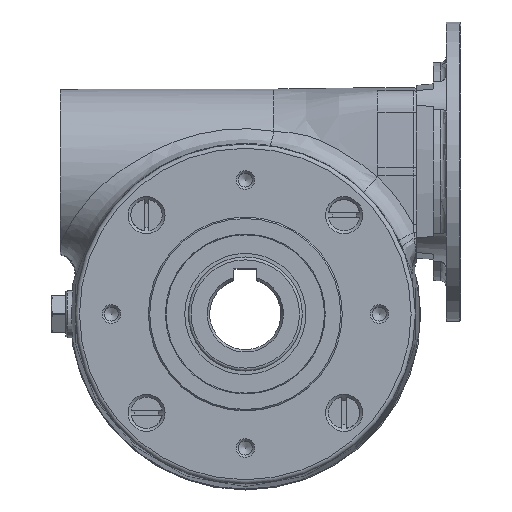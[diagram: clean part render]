
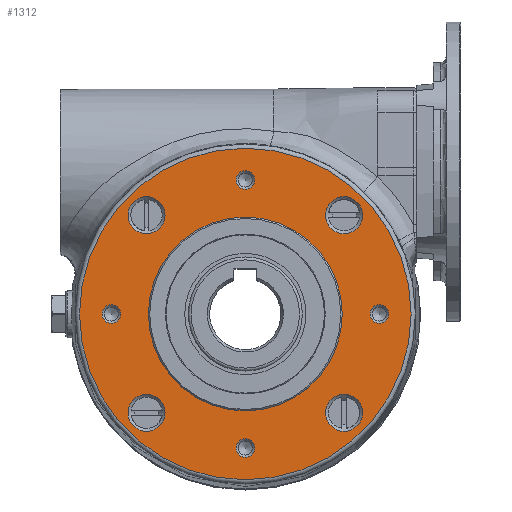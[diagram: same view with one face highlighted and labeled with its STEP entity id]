
A CAD part, top view. The second image highlights one B-rep face of the part: STEP entity #1312.
In plain terms, the highlighted planar face has unit normal (0, 0, 1).
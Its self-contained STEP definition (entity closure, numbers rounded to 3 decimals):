
#1312 = ADVANCED_FACE( '', ( #2839, #2840, #2841, #2842, #2843, #2844, #2845, #2846, #2847, #2848 ), #2849, .T. );
#2839 = FACE_BOUND( '', #7031, .T. );
#2840 = FACE_BOUND( '', #7032, .T. );
#2841 = FACE_BOUND( '', #7033, .T. );
#2842 = FACE_BOUND( '', #7034, .T. );
#2843 = FACE_BOUND( '', #7035, .T. );
#2844 = FACE_BOUND( '', #7036, .T. );
#2845 = FACE_BOUND( '', #7037, .T. );
#2846 = FACE_BOUND( '', #7038, .T. );
#2847 = FACE_BOUND( '', #7039, .T. );
#2848 = FACE_OUTER_BOUND( '', #7040, .T. );
#2849 = PLANE( '', #7041 );
#7031 = EDGE_LOOP( '', ( #10316 ) );
#7032 = EDGE_LOOP( '', ( #10317 ) );
#7033 = EDGE_LOOP( '', ( #10318 ) );
#7034 = EDGE_LOOP( '', ( #10319 ) );
#7035 = EDGE_LOOP( '', ( #10320 ) );
#7036 = EDGE_LOOP( '', ( #10321 ) );
#7037 = EDGE_LOOP( '', ( #10322 ) );
#7038 = EDGE_LOOP( '', ( #10323 ) );
#7039 = EDGE_LOOP( '', ( #10324 ) );
#7040 = EDGE_LOOP( '', ( #10325 ) );
#7041 = AXIS2_PLACEMENT_3D( '', #10326, #10327, #10328 );
#10316 = ORIENTED_EDGE( '', *, *, #11531, .T. );
#10317 = ORIENTED_EDGE( '', *, *, #10509, .T. );
#10318 = ORIENTED_EDGE( '', *, *, #10668, .T. );
#10319 = ORIENTED_EDGE( '', *, *, #10587, .T. );
#10320 = ORIENTED_EDGE( '', *, *, #10655, .T. );
#10321 = ORIENTED_EDGE( '', *, *, #10720, .T. );
#10322 = ORIENTED_EDGE( '', *, *, #11404, .T. );
#10323 = ORIENTED_EDGE( '', *, *, #11190, .T. );
#10324 = ORIENTED_EDGE( '', *, *, #11254, .F. );
#10325 = ORIENTED_EDGE( '', *, *, #11664, .T. );
#10326 = CARTESIAN_POINT( '', ( 34., 0., 38. ) );
#10327 = DIRECTION( '', ( 0., 0., 1. ) );
#10328 = DIRECTION( '', ( 1., 0., 0. ) );
#10509 = EDGE_CURVE( '', #11830, #11830, #11831, .T. );
#10587 = EDGE_CURVE( '', #11969, #11969, #11970, .T. );
#10655 = EDGE_CURVE( '', #12088, #12088, #12089, .T. );
#10668 = EDGE_CURVE( '', #12109, #12109, #12110, .T. );
#10720 = EDGE_CURVE( '', #12200, #12200, #12201, .T. );
#11190 = EDGE_CURVE( '', #12912, #12912, #12913, .T. );
#11254 = EDGE_CURVE( '', #13000, #13000, #13001, .T. );
#11404 = EDGE_CURVE( '', #13203, #13203, #13204, .T. );
#11531 = EDGE_CURVE( '', #13351, #13351, #13352, .T. );
#11664 = EDGE_CURVE( '', #13500, #13500, #13501, .F. );
#11830 = VERTEX_POINT( '', #13767 );
#11831 = CIRCLE( '', #13768, 6.5 );
#11969 = VERTEX_POINT( '', #14039 );
#11970 = CIRCLE( '', #14040, 6.5 );
#12088 = VERTEX_POINT( '', #14259 );
#12089 = CIRCLE( '', #14260, 3.259 );
#12109 = VERTEX_POINT( '', #14318 );
#12110 = CIRCLE( '', #14319, 6.5 );
#12200 = VERTEX_POINT( '', #14560 );
#12201 = CIRCLE( '', #14561, 3.259 );
#12912 = VERTEX_POINT( '', #16168 );
#12913 = CIRCLE( '', #16169, 3.259 );
#13000 = VERTEX_POINT( '', #16300 );
#13001 = CIRCLE( '', #16301, 34. );
#13203 = VERTEX_POINT( '', #17021 );
#13204 = CIRCLE( '', #17022, 3.259 );
#13351 = VERTEX_POINT( '', #17261 );
#13352 = CIRCLE( '', #17262, 6.5 );
#13500 = VERTEX_POINT( '', #17481 );
#13501 = CIRCLE( '', #17482, 58.155 );
#13767 = CARTESIAN_POINT( '', ( 28.148, -34.648, 38. ) );
#13768 = AXIS2_PLACEMENT_3D( '', #17605, #17606, #17607 );
#14039 = CARTESIAN_POINT( '', ( -41.148, 34.648, 38. ) );
#14040 = AXIS2_PLACEMENT_3D( '', #17716, #17717, #17718 );
#14259 = CARTESIAN_POINT( '', ( -47., 3.259, 38. ) );
#14260 = AXIS2_PLACEMENT_3D( '', #17806, #17807, #17808 );
#14318 = CARTESIAN_POINT( '', ( -41.148, -34.648, 38. ) );
#14319 = AXIS2_PLACEMENT_3D( '', #17824, #17825, #17826 );
#14560 = CARTESIAN_POINT( '', ( 3.258, 47., 38. ) );
#14561 = AXIS2_PLACEMENT_3D( '', #17880, #17881, #17882 );
#16168 = CARTESIAN_POINT( '', ( -3.258, -47., 38. ) );
#16169 = AXIS2_PLACEMENT_3D( '', #18408, #18409, #18410 );
#16300 = CARTESIAN_POINT( '', ( 34., 0., 38. ) );
#16301 = AXIS2_PLACEMENT_3D( '', #18494, #18495, #18496 );
#17021 = CARTESIAN_POINT( '', ( 47., -3.258, 38. ) );
#17022 = AXIS2_PLACEMENT_3D( '', #18638, #18639, #18640 );
#17261 = CARTESIAN_POINT( '', ( 28.148, 34.648, 38. ) );
#17262 = AXIS2_PLACEMENT_3D( '', #18759, #18760, #18761 );
#17481 = CARTESIAN_POINT( '', ( 0., -58.155, 38. ) );
#17482 = AXIS2_PLACEMENT_3D( '', #18845, #18846, #18847 );
#17605 = CARTESIAN_POINT( '', ( 34.648, -34.648, 38. ) );
#17606 = DIRECTION( '', ( 0., 0., -1. ) );
#17607 = DIRECTION( '', ( -1., 0., 0. ) );
#17716 = CARTESIAN_POINT( '', ( -34.648, 34.648, 38. ) );
#17717 = DIRECTION( '', ( 0., 0., -1. ) );
#17718 = DIRECTION( '', ( -1., 0., 0. ) );
#17806 = CARTESIAN_POINT( '', ( -47., 0., 38. ) );
#17807 = DIRECTION( '', ( 0., 0., -1. ) );
#17808 = DIRECTION( '', ( 0., 1., 0. ) );
#17824 = CARTESIAN_POINT( '', ( -34.648, -34.648, 38. ) );
#17825 = DIRECTION( '', ( 0., 0., -1. ) );
#17826 = DIRECTION( '', ( -1., 0., 0. ) );
#17880 = CARTESIAN_POINT( '', ( 0., 47., 38. ) );
#17881 = DIRECTION( '', ( 0., 0., -1. ) );
#17882 = DIRECTION( '', ( 1., 0., 0. ) );
#18408 = CARTESIAN_POINT( '', ( 0., -47., 38. ) );
#18409 = DIRECTION( '', ( 0., 0., -1. ) );
#18410 = DIRECTION( '', ( -1., 0., 0. ) );
#18494 = CARTESIAN_POINT( '', ( 0., 0., 38. ) );
#18495 = DIRECTION( '', ( 0., 0., 1. ) );
#18496 = DIRECTION( '', ( 1., 0., 0. ) );
#18638 = CARTESIAN_POINT( '', ( 47., 0., 38. ) );
#18639 = DIRECTION( '', ( 0., 0., -1. ) );
#18640 = DIRECTION( '', ( 0., -1., 0. ) );
#18759 = CARTESIAN_POINT( '', ( 34.648, 34.648, 38. ) );
#18760 = DIRECTION( '', ( 0., 0., -1. ) );
#18761 = DIRECTION( '', ( -1., 0., 0. ) );
#18845 = CARTESIAN_POINT( '', ( 0., 0., 38. ) );
#18846 = DIRECTION( '', ( 0., 0., -1. ) );
#18847 = DIRECTION( '', ( 0., -1., 0. ) );
